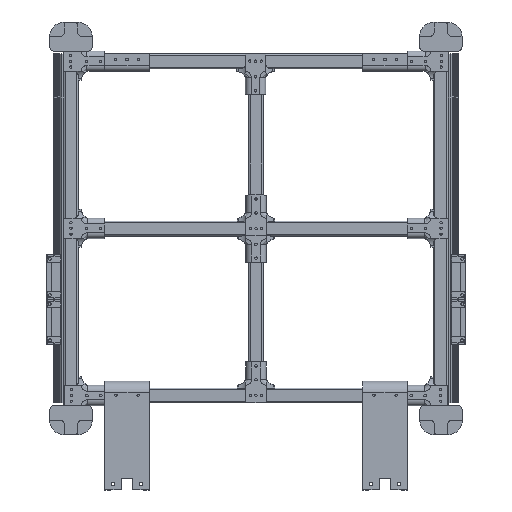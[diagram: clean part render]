
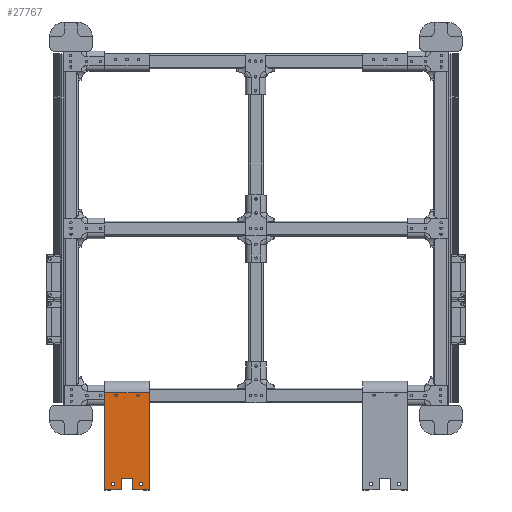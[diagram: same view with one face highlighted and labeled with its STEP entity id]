
A CAD part, top view. The second image highlights one B-rep face of the part: STEP entity #27767.
In plain terms, the highlighted face is planar.
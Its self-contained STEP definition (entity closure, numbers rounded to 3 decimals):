
#854=FACE_BOUND('',#4792,.T.);
#855=FACE_BOUND('',#4793,.T.);
#856=FACE_BOUND('',#4794,.T.);
#857=FACE_BOUND('',#4795,.T.);
#1729=PLANE('',#30799);
#3066=FACE_OUTER_BOUND('',#4791,.T.);
#4791=EDGE_LOOP('',(#24459,#24460,#24461,#24462,#24463,#24464,#24465,#24466));
#4792=EDGE_LOOP('',(#24467));
#4793=EDGE_LOOP('',(#24468));
#4794=EDGE_LOOP('',(#24469));
#4795=EDGE_LOOP('',(#24470));
#7411=LINE('',#46668,#10068);
#7414=LINE('',#46674,#10071);
#7419=LINE('',#46683,#10076);
#7424=LINE('',#46693,#10081);
#7432=LINE('',#46719,#10089);
#7433=LINE('',#46721,#10090);
#7434=LINE('',#46722,#10091);
#7435=LINE('',#46723,#10092);
#10068=VECTOR('',#37808,10.);
#10071=VECTOR('',#37813,10.);
#10076=VECTOR('',#37820,10.);
#10081=VECTOR('',#37829,10.);
#10089=VECTOR('',#37849,10.);
#10090=VECTOR('',#37850,10.);
#10091=VECTOR('',#37851,10.);
#10092=VECTOR('',#37852,10.);
#11396=CIRCLE('',#30777,3.);
#11398=CIRCLE('',#30780,3.);
#11410=CIRCLE('',#30800,2.);
#11411=CIRCLE('',#30801,2.);
#13712=VERTEX_POINT('',#46605);
#13716=VERTEX_POINT('',#46625);
#13728=VERTEX_POINT('',#46664);
#13730=VERTEX_POINT('',#46667);
#13732=VERTEX_POINT('',#46673);
#13735=VERTEX_POINT('',#46681);
#13737=VERTEX_POINT('',#46690);
#13738=VERTEX_POINT('',#46692);
#13750=VERTEX_POINT('',#46718);
#13751=VERTEX_POINT('',#46720);
#13752=VERTEX_POINT('',#46724);
#13753=VERTEX_POINT('',#46726);
#17356=EDGE_CURVE('',#13712,#13712,#11396,.T.);
#17361=EDGE_CURVE('',#13716,#13716,#11398,.T.);
#17377=EDGE_CURVE('',#13730,#13728,#7411,.T.);
#17380=EDGE_CURVE('',#13732,#13730,#7414,.T.);
#17385=EDGE_CURVE('',#13728,#13735,#7419,.T.);
#17390=EDGE_CURVE('',#13738,#13737,#7424,.T.);
#17403=EDGE_CURVE('',#13735,#13750,#7432,.T.);
#17404=EDGE_CURVE('',#13750,#13751,#7433,.T.);
#17405=EDGE_CURVE('',#13738,#13751,#7434,.T.);
#17406=EDGE_CURVE('',#13737,#13732,#7435,.T.);
#17407=EDGE_CURVE('',#13752,#13752,#11410,.T.);
#17408=EDGE_CURVE('',#13753,#13753,#11411,.T.);
#24459=ORIENTED_EDGE('',*,*,#17377,.T.);
#24460=ORIENTED_EDGE('',*,*,#17385,.T.);
#24461=ORIENTED_EDGE('',*,*,#17403,.T.);
#24462=ORIENTED_EDGE('',*,*,#17404,.T.);
#24463=ORIENTED_EDGE('',*,*,#17405,.F.);
#24464=ORIENTED_EDGE('',*,*,#17390,.T.);
#24465=ORIENTED_EDGE('',*,*,#17406,.T.);
#24466=ORIENTED_EDGE('',*,*,#17380,.T.);
#24467=ORIENTED_EDGE('',*,*,#17356,.T.);
#24468=ORIENTED_EDGE('',*,*,#17361,.T.);
#24469=ORIENTED_EDGE('',*,*,#17407,.T.);
#24470=ORIENTED_EDGE('',*,*,#17408,.T.);
#27767=ADVANCED_FACE('',(#3066,#854,#855,#856,#857),#1729,.T.);
#30777=AXIS2_PLACEMENT_3D('',#46606,#37773,#37774);
#30780=AXIS2_PLACEMENT_3D('',#46626,#37780,#37781);
#30799=AXIS2_PLACEMENT_3D('',#46717,#37847,#37848);
#30800=AXIS2_PLACEMENT_3D('',#46725,#37853,#37854);
#30801=AXIS2_PLACEMENT_3D('',#46727,#37855,#37856);
#37773=DIRECTION('center_axis',(0.,0.,1.));
#37774=DIRECTION('ref_axis',(1.,0.,0.));
#37780=DIRECTION('center_axis',(0.,0.,1.));
#37781=DIRECTION('ref_axis',(1.,0.,0.));
#37808=DIRECTION('',(-1.,0.,0.));
#37813=DIRECTION('',(0.,1.,0.));
#37820=DIRECTION('',(0.,-1.,0.));
#37829=DIRECTION('',(0.,-1.,0.));
#37847=DIRECTION('center_axis',(0.,0.,-1.));
#37848=DIRECTION('ref_axis',(-1.,0.,0.));
#37849=DIRECTION('',(-1.,0.,0.));
#37850=DIRECTION('',(0.,1.,0.));
#37851=DIRECTION('',(-1.,0.,0.));
#37852=DIRECTION('',(-1.,0.,0.));
#37853=DIRECTION('center_axis',(0.,0.,1.));
#37854=DIRECTION('ref_axis',(1.,0.,0.));
#37855=DIRECTION('center_axis',(0.,0.,1.));
#37856=DIRECTION('ref_axis',(1.,0.,0.));
#46605=CARTESIAN_POINT('',(-27.1,-112.4,-61.931));
#46606=CARTESIAN_POINT('Origin',(-24.1,-112.4,-61.931));
#46625=CARTESIAN_POINT('',(21.1,-112.4,-61.931));
#46626=CARTESIAN_POINT('Origin',(24.1,-112.4,-61.931));
#46664=CARTESIAN_POINT('',(-10.,-102.4,-61.931));
#46667=CARTESIAN_POINT('',(10.,-102.4,-61.931));
#46668=CARTESIAN_POINT('',(19.1,-102.4,-61.931));
#46673=CARTESIAN_POINT('',(10.,-122.4,-61.931));
#46674=CARTESIAN_POINT('',(10.,-33.45,-61.931));
#46681=CARTESIAN_POINT('',(-10.,-122.4,-61.931));
#46683=CARTESIAN_POINT('',(-10.,-33.45,-61.931));
#46690=CARTESIAN_POINT('',(38.2,-122.4,-61.931));
#46692=CARTESIAN_POINT('',(38.2,44.5,-61.931));
#46693=CARTESIAN_POINT('',(38.2,55.5,-61.931));
#46717=CARTESIAN_POINT('Origin',(38.2,55.5,-61.931));
#46718=CARTESIAN_POINT('',(-38.2,-122.4,-61.931));
#46719=CARTESIAN_POINT('',(38.2,-122.4,-61.931));
#46720=CARTESIAN_POINT('',(-38.2,44.5,-61.931));
#46721=CARTESIAN_POINT('',(-38.2,-48.95,-61.931));
#46722=CARTESIAN_POINT('',(19.1,44.5,-61.931));
#46723=CARTESIAN_POINT('',(38.2,-122.4,-61.931));
#46724=CARTESIAN_POINT('',(-21.1,40.5,-61.931));
#46725=CARTESIAN_POINT('Origin',(-19.1,40.5,-61.931));
#46726=CARTESIAN_POINT('',(17.1,40.5,-61.931));
#46727=CARTESIAN_POINT('Origin',(19.1,40.5,-61.931));
